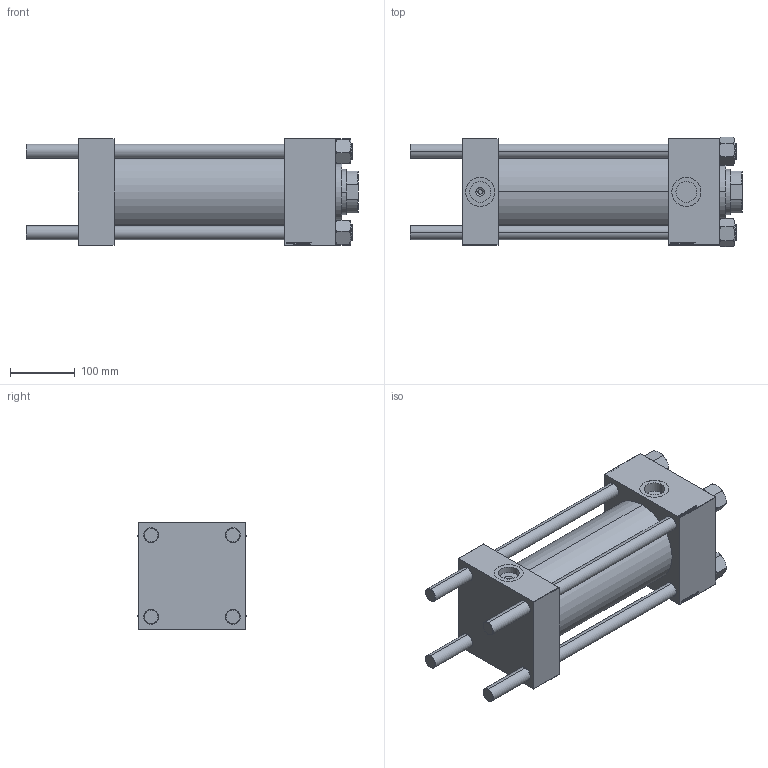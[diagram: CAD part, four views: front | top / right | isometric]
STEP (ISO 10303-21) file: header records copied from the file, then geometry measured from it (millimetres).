
FILE_DESCRIPTION (( 'STEP AP203' ), '1' );
FILE_NAME ('3d86.STEP', '2022-10-03T15:40:33', ( '' ), ( '' ), 'SwSTEP 2.0', 'SolidWorks 2019', '' );
FILE_SCHEMA (( 'CONFIG_CONTROL_DESIGN' ));
Length unit declared in the file: millimetre
Products named in the file (6): CR025_012_A_0_G_A_G_M_020_+#_##_TYCINKA 44a068baefdabf2a6af46b8f3d9c7d0f; V215CR_VCP 44a068baefdabf2a6af46b8f3d9c7d0f; V215_VC_A 44a068baefdabf2a6af46b8f3d9c7d0f; 3d86; NUT_M5 44a068baefdabf2a6af46b8f3d9c7d0f; V215CR_BODY_A 44a068baefdabf2a6af46b8f3d9c7d0f
Assembly tree (11 placements, depth 2):
  3d86
    V215CR_BODY_A 44a068baefdabf2a6af46b8f3d9c7d0f
    CR025_012_A_0_G_A_G_M_020_+#_##_TYCINKA 44a068baefdabf2a6af46b8f3d9c7d0f  x4
    NUT_M5 44a068baefdabf2a6af46b8f3d9c7d0f  x4
    V215CR_VCP 44a068baefdabf2a6af46b8f3d9c7d0f
    V215_VC_A 44a068baefdabf2a6af46b8f3d9c7d0f
Bounding box: 513 x 168.94 x 165.27 mm (x, y, z)
Volume: 5972967.3 mm3; surface area: 790282.6 mm2
Topology: 11 solids, 11 shells, 1188 faces, 3018 edges, 1967 vertices
Faces by surface type: plane 570, bspline 392, cone 136, cylinder 82, torus 8
Entity records: 50478 total; most frequent: CARTESIAN_POINT 27134, ORIENTED_EDGE 5300, DIRECTION 3346, EDGE_CURVE 2650, VERTEX_POINT 1745, VECTOR 1608, LINE 1608, EDGE_LOOP 1163
